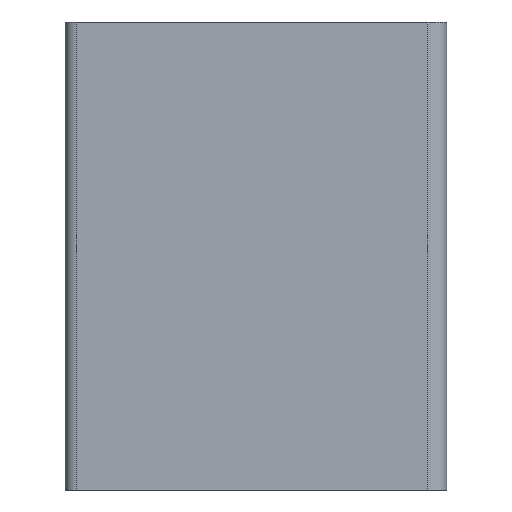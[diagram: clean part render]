
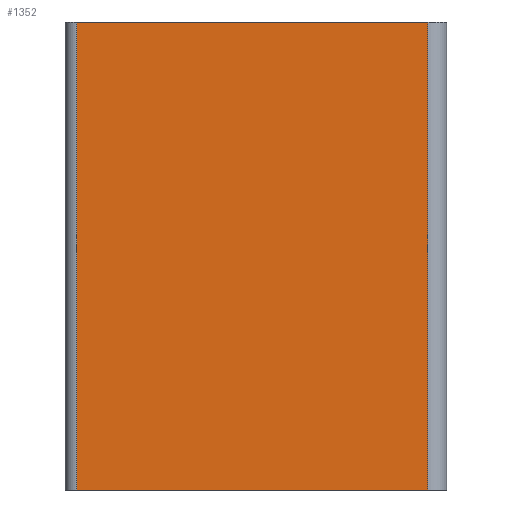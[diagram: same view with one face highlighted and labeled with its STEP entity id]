
A CAD part, left-side view. The second image highlights one B-rep face of the part: STEP entity #1352.
In plain terms, the highlighted planar face has unit normal (-1, 0, 0).
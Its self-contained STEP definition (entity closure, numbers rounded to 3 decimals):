
#27=PLANE('',#1501);
#74=FACE_OUTER_BOUND('',#147,.T.);
#147=EDGE_LOOP('',(#1037,#1038,#1039,#1040));
#296=LINE('',#2094,#421);
#336=LINE('',#2241,#461);
#337=LINE('',#2244,#462);
#338=LINE('',#2245,#463);
#421=VECTOR('',#1660,10.);
#461=VECTOR('',#1798,10.);
#462=VECTOR('',#1801,10.);
#463=VECTOR('',#1802,10.);
#561=VERTEX_POINT('',#2091);
#562=VERTEX_POINT('',#2093);
#620=VERTEX_POINT('',#2239);
#621=VERTEX_POINT('',#2243);
#708=EDGE_CURVE('',#561,#562,#296,.T.);
#782=EDGE_CURVE('',#561,#620,#336,.T.);
#783=EDGE_CURVE('',#621,#620,#337,.T.);
#784=EDGE_CURVE('',#562,#621,#338,.T.);
#1037=ORIENTED_EDGE('',*,*,#782,.T.);
#1038=ORIENTED_EDGE('',*,*,#783,.F.);
#1039=ORIENTED_EDGE('',*,*,#784,.F.);
#1040=ORIENTED_EDGE('',*,*,#708,.F.);
#1352=ADVANCED_FACE('',(#74),#27,.T.);
#1501=AXIS2_PLACEMENT_3D('',#2242,#1799,#1800);
#1660=DIRECTION('',(0.,1.,0.));
#1798=DIRECTION('',(0.,0.,1.));
#1799=DIRECTION('center_axis',(-1.,0.,0.));
#1800=DIRECTION('ref_axis',(0.,-1.,0.));
#1801=DIRECTION('',(0.,-1.,0.));
#1802=DIRECTION('',(0.,0.,1.));
#2091=CARTESIAN_POINT('',(-18.8,-8.25,-50.));
#2093=CARTESIAN_POINT('',(-18.8,66.75,-50.));
#2094=CARTESIAN_POINT('',(-18.8,66.75,-50.));
#2239=CARTESIAN_POINT('',(-18.8,-8.25,50.));
#2241=CARTESIAN_POINT('',(-18.8,-8.25,0.));
#2242=CARTESIAN_POINT('Origin',(-18.8,66.75,0.));
#2243=CARTESIAN_POINT('',(-18.8,66.75,50.));
#2244=CARTESIAN_POINT('',(-18.8,66.75,50.));
#2245=CARTESIAN_POINT('',(-18.8,66.75,0.));
